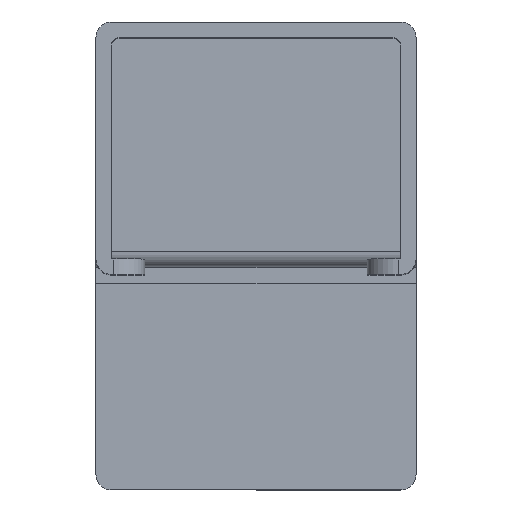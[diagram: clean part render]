
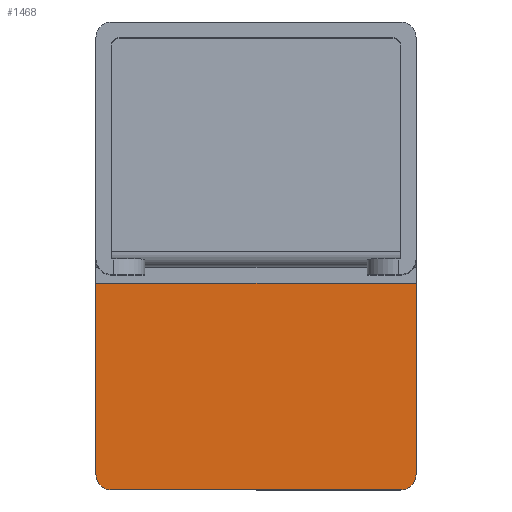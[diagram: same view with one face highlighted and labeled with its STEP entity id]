
A CAD part, top view. The second image highlights one B-rep face of the part: STEP entity #1468.
In plain terms, the highlighted planar face has unit normal (0, 0, 1).
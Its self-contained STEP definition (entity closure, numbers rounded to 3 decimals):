
#8 = EDGE_CURVE ( 'NONE', #1561, #1666, #925, .T. ) ;
#57 = CARTESIAN_POINT ( 'NONE',  ( -20.6, -2.542, -30.5 ) ) ;
#73 = CARTESIAN_POINT ( 'NONE',  ( 18.6, -29.142, -30.5 ) ) ;
#318 = DIRECTION ( 'NONE',  ( 1., 0., 0. ) ) ;
#391 = VERTEX_POINT ( 'NONE', #1773 ) ;
#396 = ORIENTED_EDGE ( 'NONE', *, *, #1598, .F. ) ;
#438 = AXIS2_PLACEMENT_3D ( 'NONE', #846, #2008, #1509 ) ;
#493 = ORIENTED_EDGE ( 'NONE', *, *, #1481, .F. ) ;
#514 = VECTOR ( 'NONE', #1574, 1000. ) ;
#604 = DIRECTION ( 'NONE',  ( -1., 0., 0. ) ) ;
#613 = CARTESIAN_POINT ( 'NONE',  ( 20.6, -27.142, -30.5 ) ) ;
#649 = CARTESIAN_POINT ( 'NONE',  ( -20.6, -0.542, -30.5 ) ) ;
#666 = VERTEX_POINT ( 'NONE', #1510 ) ;
#685 = DIRECTION ( 'NONE',  ( 1., 0., 0. ) ) ;
#690 = AXIS2_PLACEMENT_3D ( 'NONE', #1492, #1512, #685 ) ;
#706 = ORIENTED_EDGE ( 'NONE', *, *, #2147, .F. ) ;
#846 = CARTESIAN_POINT ( 'NONE',  ( 18.6, -27.142, -30.5 ) ) ;
#896 = CARTESIAN_POINT ( 'NONE',  ( -20.6, -27.142, -30.5 ) ) ;
#917 = VECTOR ( 'NONE', #1610, 1000. ) ;
#925 = CIRCLE ( 'NONE', #1033, 2. ) ;
#955 = VERTEX_POINT ( 'NONE', #613 ) ;
#971 = CARTESIAN_POINT ( 'NONE',  ( -20.6, -29.142, -30.5 ) ) ;
#1033 = AXIS2_PLACEMENT_3D ( 'NONE', #1463, #2138, #318 ) ;
#1057 = EDGE_CURVE ( 'NONE', #1609, #955, #1286, .T. ) ;
#1160 = DIRECTION ( 'NONE',  ( 0., -1., 0. ) ) ;
#1262 = LINE ( 'NONE', #649, #917 ) ;
#1286 = CIRCLE ( 'NONE', #438, 2. ) ;
#1307 = EDGE_CURVE ( 'NONE', #1609, #1666, #1975, .T. ) ;
#1438 = ORIENTED_EDGE ( 'NONE', *, *, #1307, .F. ) ;
#1455 = VECTOR ( 'NONE', #604, 1000. ) ;
#1463 = CARTESIAN_POINT ( 'NONE',  ( -18.6, -27.142, -30.5 ) ) ;
#1468 = ADVANCED_FACE ( 'NONE', ( #1474 ), #1671, .T. ) ;
#1474 = FACE_OUTER_BOUND ( 'NONE', #1964, .T. ) ;
#1481 = EDGE_CURVE ( 'NONE', #391, #955, #1982, .T. ) ;
#1492 = CARTESIAN_POINT ( 'NONE',  ( 0., 0., -30.5 ) ) ;
#1509 = DIRECTION ( 'NONE',  ( 1., 0., 0. ) ) ;
#1510 = CARTESIAN_POINT ( 'NONE',  ( -20.6, -2.542, -30.5 ) ) ;
#1512 = DIRECTION ( 'NONE',  ( 0., 0., 1. ) ) ;
#1561 = VERTEX_POINT ( 'NONE', #896 ) ;
#1574 = DIRECTION ( 'NONE',  ( 1., 0., 0. ) ) ;
#1598 = EDGE_CURVE ( 'NONE', #666, #391, #1898, .T. ) ;
#1601 = VECTOR ( 'NONE', #1160, 1000. ) ;
#1609 = VERTEX_POINT ( 'NONE', #73 ) ;
#1610 = DIRECTION ( 'NONE',  ( 0., 1., 0. ) ) ;
#1654 = CARTESIAN_POINT ( 'NONE',  ( 20.6, -29.142, -30.5 ) ) ;
#1666 = VERTEX_POINT ( 'NONE', #2101 ) ;
#1671 = PLANE ( 'NONE',  #690 ) ;
#1687 = ORIENTED_EDGE ( 'NONE', *, *, #8, .T. ) ;
#1773 = CARTESIAN_POINT ( 'NONE',  ( 20.6, -2.542, -30.5 ) ) ;
#1898 = LINE ( 'NONE', #57, #514 ) ;
#1964 = EDGE_LOOP ( 'NONE', ( #1438, #2123, #493, #396, #706, #1687 ) ) ;
#1975 = LINE ( 'NONE', #971, #1455 ) ;
#1982 = LINE ( 'NONE', #1654, #1601 ) ;
#2008 = DIRECTION ( 'NONE',  ( 0., 0., 1. ) ) ;
#2101 = CARTESIAN_POINT ( 'NONE',  ( -18.6, -29.142, -30.5 ) ) ;
#2123 = ORIENTED_EDGE ( 'NONE', *, *, #1057, .T. ) ;
#2138 = DIRECTION ( 'NONE',  ( 0., 0., 1. ) ) ;
#2147 = EDGE_CURVE ( 'NONE', #1561, #666, #1262, .T. ) ;
